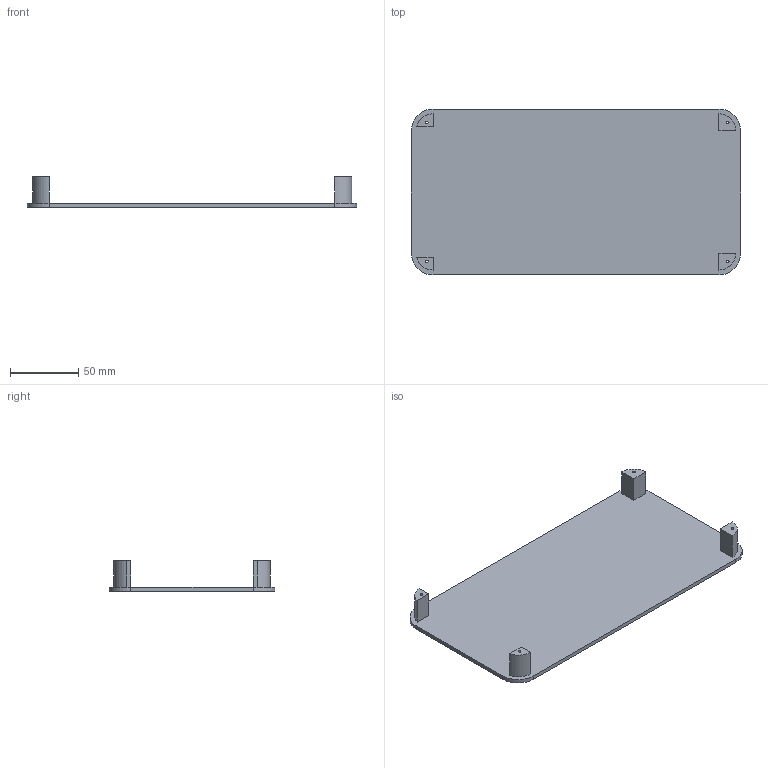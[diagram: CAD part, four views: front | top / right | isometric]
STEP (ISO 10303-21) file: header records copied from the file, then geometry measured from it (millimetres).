
FILE_DESCRIPTION(/* description */ (''),/* implementation_level */ '2;1');
FILE_NAME(/* name */ 'DoorForPrint.step',/* time_stamp */ '2020-12-23T12:23:59+01:00',/* author */ (''),/* organization */ (''),/* preprocessor_version */ 'ST-DEVELOPER v18.1',/* originating_system */ 'Autodesk Translation Framework v9.7.1.1290',/* authorisation */ '');
FILE_SCHEMA (('AUTOMOTIVE_DESIGN { 1 0 10303 214 3 1 1 }'));
Length unit declared in the file: millimetre
Products named in the file (1): DoorForPrint
Bounding box: 242 x 122 x 22.5 mm (x, y, z)
Volume: 95386.8 mm3; surface area: 64457.3 mm2
Topology: 1 solids, 1 shells, 34 faces, 80 edges, 52 vertices
Faces by surface type: plane 18, cylinder 12, cone 4
Full cylindrical faces by diameter (mm): 2 x4
Entity records: 1036 total; most frequent: DIRECTION 178, CARTESIAN_POINT 167, ORIENTED_EDGE 160, EDGE_CURVE 80, AXIS2_PLACEMENT_3D 63, LINE 52, VECTOR 52, VERTEX_POINT 52
